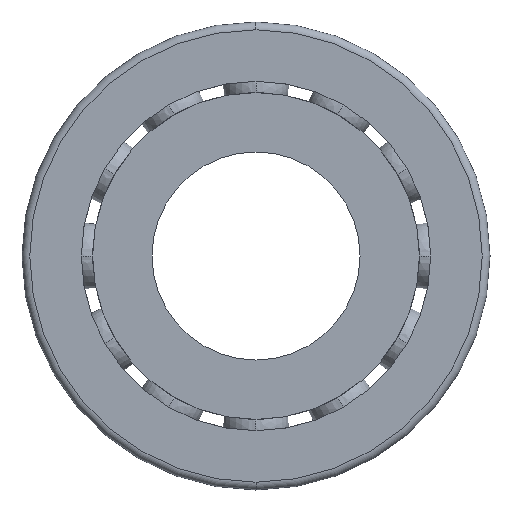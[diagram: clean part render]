
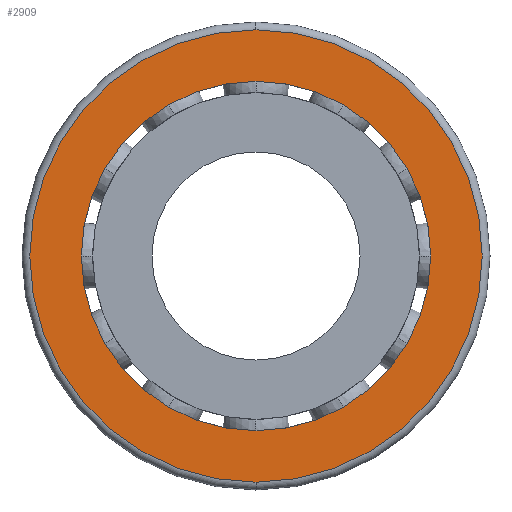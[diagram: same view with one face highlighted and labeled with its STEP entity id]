
A CAD part, left-side view. The second image highlights one B-rep face of the part: STEP entity #2909.
In plain terms, the highlighted planar face has unit normal (-1, 0, 0).
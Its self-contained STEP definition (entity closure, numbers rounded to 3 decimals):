
#40 = EDGE_LOOP ( 'NONE', ( #4293, #742 ) ) ;
#79 = DIRECTION ( 'NONE',  ( 0., 0., -1. ) ) ;
#135 = DIRECTION ( 'NONE',  ( -1., 0., 0. ) ) ;
#220 = EDGE_CURVE ( 'NONE', #251, #3000, #2712, .T. ) ;
#251 = VERTEX_POINT ( 'NONE', #1938 ) ;
#298 = AXIS2_PLACEMENT_3D ( 'NONE', #3270, #135, #2478 ) ;
#350 = AXIS2_PLACEMENT_3D ( 'NONE', #2169, #4699, #4394 ) ;
#481 = EDGE_CURVE ( 'NONE', #3000, #251, #1790, .T. ) ;
#532 = EDGE_CURVE ( 'NONE', #4616, #1481, #4185, .T. ) ;
#641 = CARTESIAN_POINT ( 'NONE',  ( 0., 0., -43.5 ) ) ;
#669 = EDGE_CURVE ( 'NONE', #1481, #4616, #2809, .T. ) ;
#693 = ORIENTED_EDGE ( 'NONE', *, *, #669, .T. ) ;
#742 = ORIENTED_EDGE ( 'NONE', *, *, #481, .F. ) ;
#941 = AXIS2_PLACEMENT_3D ( 'NONE', #1988, #1982, #1977 ) ;
#1481 = VERTEX_POINT ( 'NONE', #641 ) ;
#1789 = CARTESIAN_POINT ( 'NONE',  ( 0., 0., 43.5 ) ) ;
#1790 = CIRCLE ( 'NONE', #350, 33.585 ) ;
#1914 = CARTESIAN_POINT ( 'NONE',  ( 0., 0., 0. ) ) ;
#1938 = CARTESIAN_POINT ( 'NONE',  ( 0., 0., 33.585 ) ) ;
#1977 = DIRECTION ( 'NONE',  ( 0., 0., 1. ) ) ;
#1982 = DIRECTION ( 'NONE',  ( -1., 0., 0. ) ) ;
#1988 = CARTESIAN_POINT ( 'NONE',  ( 0., 0., 0. ) ) ;
#2169 = CARTESIAN_POINT ( 'NONE',  ( 0., 0., 0. ) ) ;
#2478 = DIRECTION ( 'NONE',  ( 0., 0., -1. ) ) ;
#2598 = AXIS2_PLACEMENT_3D ( 'NONE', #1914, #3015, #79 ) ;
#2642 = FACE_BOUND ( 'NONE', #40, .T. ) ;
#2712 = CIRCLE ( 'NONE', #941, 33.585 ) ;
#2809 = CIRCLE ( 'NONE', #2598, 43.5 ) ;
#2909 = ADVANCED_FACE ( 'NONE', ( #4123, #2642 ), #3804, .F. ) ;
#3000 = VERTEX_POINT ( 'NONE', #3372 ) ;
#3015 = DIRECTION ( 'NONE',  ( -1., 0., 0. ) ) ;
#3270 = CARTESIAN_POINT ( 'NONE',  ( 0., 0., 0. ) ) ;
#3372 = CARTESIAN_POINT ( 'NONE',  ( 0., 0., -33.585 ) ) ;
#3798 = DIRECTION ( 'NONE',  ( 0., 0., -1. ) ) ;
#3801 = DIRECTION ( 'NONE',  ( 1., 0., 0. ) ) ;
#3804 = PLANE ( 'NONE',  #4436 ) ;
#3818 = CARTESIAN_POINT ( 'NONE',  ( 0., 45., 0. ) ) ;
#3882 = ORIENTED_EDGE ( 'NONE', *, *, #532, .T. ) ;
#4123 = FACE_OUTER_BOUND ( 'NONE', #4643, .T. ) ;
#4185 = CIRCLE ( 'NONE', #298, 43.5 ) ;
#4293 = ORIENTED_EDGE ( 'NONE', *, *, #220, .F. ) ;
#4394 = DIRECTION ( 'NONE',  ( 0., 0., 1. ) ) ;
#4436 = AXIS2_PLACEMENT_3D ( 'NONE', #3818, #3801, #3798 ) ;
#4616 = VERTEX_POINT ( 'NONE', #1789 ) ;
#4643 = EDGE_LOOP ( 'NONE', ( #693, #3882 ) ) ;
#4699 = DIRECTION ( 'NONE',  ( -1., 0., 0. ) ) ;
